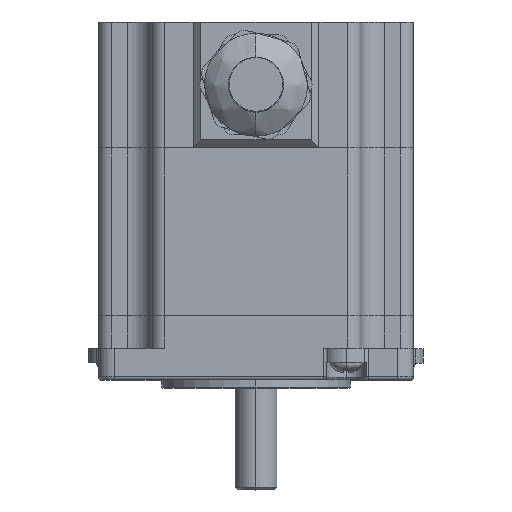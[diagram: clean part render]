
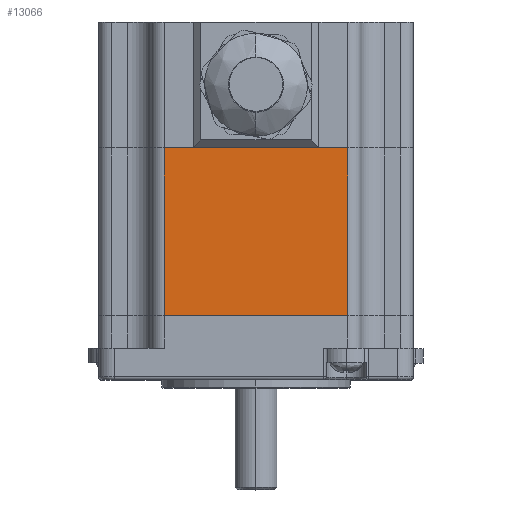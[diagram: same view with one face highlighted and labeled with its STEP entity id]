
A CAD part, top view. The second image highlights one B-rep face of the part: STEP entity #13066.
In plain terms, the highlighted face is planar.
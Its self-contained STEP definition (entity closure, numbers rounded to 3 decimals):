
#10940 = PLANE('',#10941);
#10941 = AXIS2_PLACEMENT_3D('',#10942,#10943,#10944);
#10942 = CARTESIAN_POINT('',(-27.5,0.,-17.5));
#10943 = DIRECTION('',(0.,1.,0.));
#10944 = DIRECTION('',(0.,0.,1.));
#11056 = PLANE('',#11057);
#11057 = AXIS2_PLACEMENT_3D('',#11058,#11059,#11060);
#11058 = CARTESIAN_POINT('',(-27.5,32.,-17.5));
#11059 = DIRECTION('',(0.,1.,0.));
#11060 = DIRECTION('',(0.,0.,1.));
#11074 = VERTEX_POINT('',#11075);
#11075 = CARTESIAN_POINT('',(-30.,32.,-17.5));
#11090 = CYLINDRICAL_SURFACE('',#11091,2.5);
#11091 = AXIS2_PLACEMENT_3D('',#11092,#11093,#11094);
#11092 = CARTESIAN_POINT('',(-27.5,32.,-17.5));
#11093 = DIRECTION('',(0.,-1.,0.));
#11094 = DIRECTION('',(0.,0.,-1.));
#11124 = EDGE_CURVE('',#11074,#11125,#11127,.T.);
#11125 = VERTEX_POINT('',#11126);
#11126 = CARTESIAN_POINT('',(-30.,32.,17.5));
#11127 = SURFACE_CURVE('',#11128,(#11132,#11139),.PCURVE_S1.);
#11128 = LINE('',#11129,#11130);
#11129 = CARTESIAN_POINT('',(-30.,32.,-17.5));
#11130 = VECTOR('',#11131,1.);
#11131 = DIRECTION('',(0.,0.,1.));
#11132 = PCURVE('',#11056,#11133);
#11133 = DEFINITIONAL_REPRESENTATION('',(#11134),#11138);
#11134 = LINE('',#11135,#11136);
#11135 = CARTESIAN_POINT('',(0.,-2.5));
#11136 = VECTOR('',#11137,1.);
#11137 = DIRECTION('',(1.,0.));
#11138 = ( GEOMETRIC_REPRESENTATION_CONTEXT(2) 
PARAMETRIC_REPRESENTATION_CONTEXT() REPRESENTATION_CONTEXT('2D SPACE',''
  ) );
#11139 = PCURVE('',#11140,#11145);
#11140 = PLANE('',#11141);
#11141 = AXIS2_PLACEMENT_3D('',#11142,#11143,#11144);
#11142 = CARTESIAN_POINT('',(-30.,32.,-17.5));
#11143 = DIRECTION('',(1.,0.,0.));
#11144 = DIRECTION('',(0.,0.,-1.));
#11145 = DEFINITIONAL_REPRESENTATION('',(#11146),#11150);
#11146 = LINE('',#11147,#11148);
#11147 = CARTESIAN_POINT('',(0.,0.));
#11148 = VECTOR('',#11149,1.);
#11149 = DIRECTION('',(-1.,0.));
#11150 = ( GEOMETRIC_REPRESENTATION_CONTEXT(2) 
PARAMETRIC_REPRESENTATION_CONTEXT() REPRESENTATION_CONTEXT('2D SPACE',''
  ) );
#11169 = CYLINDRICAL_SURFACE('',#11170,2.5);
#11170 = AXIS2_PLACEMENT_3D('',#11171,#11172,#11173);
#11171 = CARTESIAN_POINT('',(-27.5,32.,17.5));
#11172 = DIRECTION('',(0.,-1.,0.));
#11173 = DIRECTION('',(0.,0.,-1.));
#12088 = VERTEX_POINT('',#12089);
#12089 = CARTESIAN_POINT('',(-30.,0.,-17.5));
#12863 = VERTEX_POINT('',#12864);
#12864 = CARTESIAN_POINT('',(-30.,0.,17.5));
#12908 = EDGE_CURVE('',#12088,#12863,#12909,.T.);
#12909 = SURFACE_CURVE('',#12910,(#12914,#12921),.PCURVE_S1.);
#12910 = LINE('',#12911,#12912);
#12911 = CARTESIAN_POINT('',(-30.,0.,-17.5));
#12912 = VECTOR('',#12913,1.);
#12913 = DIRECTION('',(0.,0.,1.));
#12914 = PCURVE('',#10940,#12915);
#12915 = DEFINITIONAL_REPRESENTATION('',(#12916),#12920);
#12916 = LINE('',#12917,#12918);
#12917 = CARTESIAN_POINT('',(0.,-2.5));
#12918 = VECTOR('',#12919,1.);
#12919 = DIRECTION('',(1.,0.));
#12920 = ( GEOMETRIC_REPRESENTATION_CONTEXT(2) 
PARAMETRIC_REPRESENTATION_CONTEXT() REPRESENTATION_CONTEXT('2D SPACE',''
  ) );
#12921 = PCURVE('',#11140,#12922);
#12922 = DEFINITIONAL_REPRESENTATION('',(#12923),#12927);
#12923 = LINE('',#12924,#12925);
#12924 = CARTESIAN_POINT('',(0.,-32.));
#12925 = VECTOR('',#12926,1.);
#12926 = DIRECTION('',(-1.,0.));
#12927 = ( GEOMETRIC_REPRESENTATION_CONTEXT(2) 
PARAMETRIC_REPRESENTATION_CONTEXT() REPRESENTATION_CONTEXT('2D SPACE',''
  ) );
#12980 = EDGE_CURVE('',#11074,#12088,#12981,.T.);
#12981 = SURFACE_CURVE('',#12982,(#12986,#13015),.PCURVE_S1.);
#12982 = LINE('',#12983,#12984);
#12983 = CARTESIAN_POINT('',(-30.,32.,-17.5));
#12984 = VECTOR('',#12985,1.);
#12985 = DIRECTION('',(0.,-1.,0.));
#12986 = PCURVE('',#11090,#12987);
#12987 = DEFINITIONAL_REPRESENTATION('',(#12988),#13014);
#12988 = B_SPLINE_CURVE_WITH_KNOTS('',3,(#12989,#12990,#12991,#12992,
    #12993,#12994,#12995,#12996,#12997,#12998,#12999,#13000,#13001,
    #13002,#13003,#13004,#13005,#13006,#13007,#13008,#13009,#13010,
    #13011,#13012,#13013),.UNSPECIFIED.,.F.,.F.,(4,1,1,1,1,1,1,1,1,1,1,1
    ,1,1,1,1,1,1,1,1,1,1,4),(0.,1.455,2.909,
    4.364,5.818,7.273,8.727,
    10.182,11.636,13.091,14.545,16.,
    17.455,18.909,20.364,21.818,
    23.273,24.727,26.182,27.636,
    29.091,30.545,32.),.QUASI_UNIFORM_KNOTS.);
#12989 = CARTESIAN_POINT('',(4.712,0.));
#12990 = CARTESIAN_POINT('',(4.712,0.485));
#12991 = CARTESIAN_POINT('',(4.712,1.455));
#12992 = CARTESIAN_POINT('',(4.712,2.909));
#12993 = CARTESIAN_POINT('',(4.712,4.364));
#12994 = CARTESIAN_POINT('',(4.712,5.818));
#12995 = CARTESIAN_POINT('',(4.712,7.273));
#12996 = CARTESIAN_POINT('',(4.712,8.727));
#12997 = CARTESIAN_POINT('',(4.712,10.182));
#12998 = CARTESIAN_POINT('',(4.712,11.636));
#12999 = CARTESIAN_POINT('',(4.712,13.091));
#13000 = CARTESIAN_POINT('',(4.712,14.545));
#13001 = CARTESIAN_POINT('',(4.712,16.));
#13002 = CARTESIAN_POINT('',(4.712,17.455));
#13003 = CARTESIAN_POINT('',(4.712,18.909));
#13004 = CARTESIAN_POINT('',(4.712,20.364));
#13005 = CARTESIAN_POINT('',(4.712,21.818));
#13006 = CARTESIAN_POINT('',(4.712,23.273));
#13007 = CARTESIAN_POINT('',(4.712,24.727));
#13008 = CARTESIAN_POINT('',(4.712,26.182));
#13009 = CARTESIAN_POINT('',(4.712,27.636));
#13010 = CARTESIAN_POINT('',(4.712,29.091));
#13011 = CARTESIAN_POINT('',(4.712,30.545));
#13012 = CARTESIAN_POINT('',(4.712,31.515));
#13013 = CARTESIAN_POINT('',(4.712,32.));
#13014 = ( GEOMETRIC_REPRESENTATION_CONTEXT(2) 
PARAMETRIC_REPRESENTATION_CONTEXT() REPRESENTATION_CONTEXT('2D SPACE',''
  ) );
#13015 = PCURVE('',#11140,#13016);
#13016 = DEFINITIONAL_REPRESENTATION('',(#13017),#13021);
#13017 = LINE('',#13018,#13019);
#13018 = CARTESIAN_POINT('',(0.,0.));
#13019 = VECTOR('',#13020,1.);
#13020 = DIRECTION('',(0.,-1.));
#13021 = ( GEOMETRIC_REPRESENTATION_CONTEXT(2) 
PARAMETRIC_REPRESENTATION_CONTEXT() REPRESENTATION_CONTEXT('2D SPACE',''
  ) );
#13066 = ADVANCED_FACE('',(#13067),#11140,.F.);
#13067 = FACE_BOUND('',#13068,.T.);
#13068 = EDGE_LOOP('',(#13069,#13070,#13113,#13114));
#13069 = ORIENTED_EDGE('',*,*,#12908,.T.);
#13070 = ORIENTED_EDGE('',*,*,#13071,.F.);
#13071 = EDGE_CURVE('',#11125,#12863,#13072,.T.);
#13072 = SURFACE_CURVE('',#13073,(#13077,#13084),.PCURVE_S1.);
#13073 = LINE('',#13074,#13075);
#13074 = CARTESIAN_POINT('',(-30.,32.,17.5));
#13075 = VECTOR('',#13076,1.);
#13076 = DIRECTION('',(0.,-1.,0.));
#13077 = PCURVE('',#11140,#13078);
#13078 = DEFINITIONAL_REPRESENTATION('',(#13079),#13083);
#13079 = LINE('',#13080,#13081);
#13080 = CARTESIAN_POINT('',(-35.,0.));
#13081 = VECTOR('',#13082,1.);
#13082 = DIRECTION('',(0.,-1.));
#13083 = ( GEOMETRIC_REPRESENTATION_CONTEXT(2) 
PARAMETRIC_REPRESENTATION_CONTEXT() REPRESENTATION_CONTEXT('2D SPACE',''
  ) );
#13084 = PCURVE('',#11169,#13085);
#13085 = DEFINITIONAL_REPRESENTATION('',(#13086),#13112);
#13086 = B_SPLINE_CURVE_WITH_KNOTS('',3,(#13087,#13088,#13089,#13090,
    #13091,#13092,#13093,#13094,#13095,#13096,#13097,#13098,#13099,
    #13100,#13101,#13102,#13103,#13104,#13105,#13106,#13107,#13108,
    #13109,#13110,#13111),.UNSPECIFIED.,.F.,.F.,(4,1,1,1,1,1,1,1,1,1,1,1
    ,1,1,1,1,1,1,1,1,1,1,4),(0.,1.455,2.909,
    4.364,5.818,7.273,8.727,
    10.182,11.636,13.091,14.545,16.,
    17.455,18.909,20.364,21.818,
    23.273,24.727,26.182,27.636,
    29.091,30.545,32.),.QUASI_UNIFORM_KNOTS.);
#13087 = CARTESIAN_POINT('',(4.712,0.));
#13088 = CARTESIAN_POINT('',(4.712,0.485));
#13089 = CARTESIAN_POINT('',(4.712,1.455));
#13090 = CARTESIAN_POINT('',(4.712,2.909));
#13091 = CARTESIAN_POINT('',(4.712,4.364));
#13092 = CARTESIAN_POINT('',(4.712,5.818));
#13093 = CARTESIAN_POINT('',(4.712,7.273));
#13094 = CARTESIAN_POINT('',(4.712,8.727));
#13095 = CARTESIAN_POINT('',(4.712,10.182));
#13096 = CARTESIAN_POINT('',(4.712,11.636));
#13097 = CARTESIAN_POINT('',(4.712,13.091));
#13098 = CARTESIAN_POINT('',(4.712,14.545));
#13099 = CARTESIAN_POINT('',(4.712,16.));
#13100 = CARTESIAN_POINT('',(4.712,17.455));
#13101 = CARTESIAN_POINT('',(4.712,18.909));
#13102 = CARTESIAN_POINT('',(4.712,20.364));
#13103 = CARTESIAN_POINT('',(4.712,21.818));
#13104 = CARTESIAN_POINT('',(4.712,23.273));
#13105 = CARTESIAN_POINT('',(4.712,24.727));
#13106 = CARTESIAN_POINT('',(4.712,26.182));
#13107 = CARTESIAN_POINT('',(4.712,27.636));
#13108 = CARTESIAN_POINT('',(4.712,29.091));
#13109 = CARTESIAN_POINT('',(4.712,30.545));
#13110 = CARTESIAN_POINT('',(4.712,31.515));
#13111 = CARTESIAN_POINT('',(4.712,32.));
#13112 = ( GEOMETRIC_REPRESENTATION_CONTEXT(2) 
PARAMETRIC_REPRESENTATION_CONTEXT() REPRESENTATION_CONTEXT('2D SPACE',''
  ) );
#13113 = ORIENTED_EDGE('',*,*,#11124,.F.);
#13114 = ORIENTED_EDGE('',*,*,#12980,.T.);
